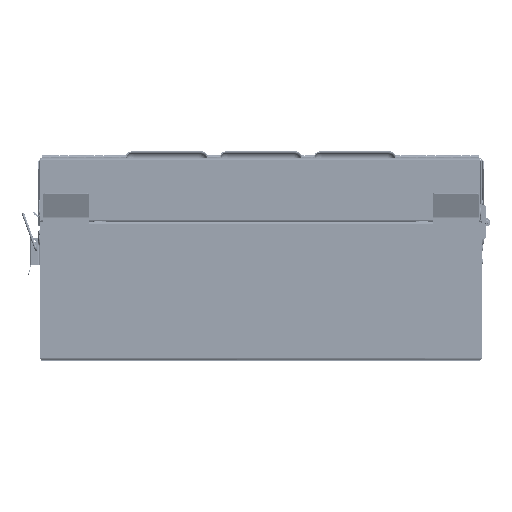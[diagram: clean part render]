
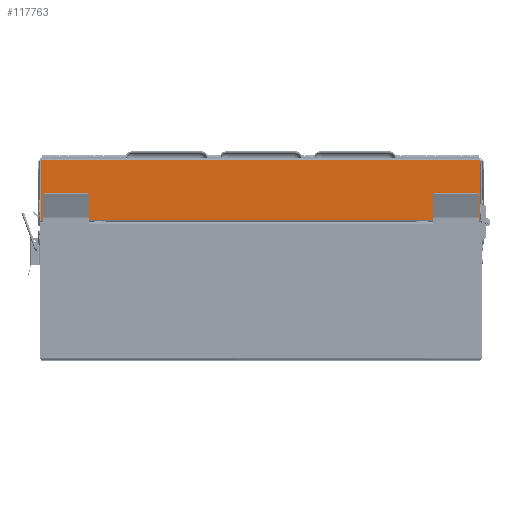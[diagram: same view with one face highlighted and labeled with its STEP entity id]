
A CAD part, front view. The second image highlights one B-rep face of the part: STEP entity #117763.
In plain terms, the highlighted planar face has unit normal (0, -1, 0).
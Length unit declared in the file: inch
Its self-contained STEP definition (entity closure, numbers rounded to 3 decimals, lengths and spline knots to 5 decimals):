
#1381 = VECTOR ( 'NONE', #123243, 39.37008 ) ;
#9841 = EDGE_CURVE ( 'NONE', #114973, #60065, #118443, .T. ) ;
#14220 = VECTOR ( 'NONE', #94998, 39.37008 ) ;
#19147 = ORIENTED_EDGE ( 'NONE', *, *, #135522, .F. ) ;
#20070 = CARTESIAN_POINT ( 'NONE',  ( 12.558, -14.2865, -3.51463 ) ) ;
#24339 = CARTESIAN_POINT ( 'NONE',  ( -12.558, -14.2865, -0.059 ) ) ;
#32249 = VECTOR ( 'NONE', #52622, 39.37008 ) ;
#34539 = DIRECTION ( 'NONE',  ( 0., 0., 1. ) ) ;
#40492 = CARTESIAN_POINT ( 'NONE',  ( -12.558, -14.2865, -0.09837 ) ) ;
#45557 = CARTESIAN_POINT ( 'NONE',  ( 0., -14.2865, 0. ) ) ;
#46030 = PLANE ( 'NONE',  #131291 ) ;
#46968 = DIRECTION ( 'NONE',  ( 0., 0., -1. ) ) ;
#47085 = CARTESIAN_POINT ( 'NONE',  ( 12.558, -14.2865, -0.09837 ) ) ;
#48222 = VERTEX_POINT ( 'NONE', #101731 ) ;
#51704 = CARTESIAN_POINT ( 'NONE',  ( 12.558, -14.2865, -3.554 ) ) ;
#52157 = CARTESIAN_POINT ( 'NONE',  ( 0., -14.2865, -0.09837 ) ) ;
#52622 = DIRECTION ( 'NONE',  ( -1., 0., 0. ) ) ;
#60065 = VERTEX_POINT ( 'NONE', #40492 ) ;
#68268 = LINE ( 'NONE', #24339, #94127 ) ;
#72136 = ORIENTED_EDGE ( 'NONE', *, *, #9841, .T. ) ;
#80433 = EDGE_CURVE ( 'NONE', #48222, #89987, #118667, .T. ) ;
#84587 = ORIENTED_EDGE ( 'NONE', *, *, #121064, .F. ) ;
#89856 = ORIENTED_EDGE ( 'NONE', *, *, #80433, .T. ) ;
#89987 = VERTEX_POINT ( 'NONE', #20070 ) ;
#94127 = VECTOR ( 'NONE', #34539, 39.37008 ) ;
#94998 = DIRECTION ( 'NONE',  ( 0., 0., -1. ) ) ;
#101731 = CARTESIAN_POINT ( 'NONE',  ( -12.558, -14.2865, -3.51463 ) ) ;
#106556 = FACE_OUTER_BOUND ( 'NONE', #124665, .T. ) ;
#114973 = VERTEX_POINT ( 'NONE', #47085 ) ;
#117763 = ADVANCED_FACE ( 'NONE', ( #106556 ), #46030, .T. ) ;
#118443 = LINE ( 'NONE', #52157, #32249 ) ;
#118667 = LINE ( 'NONE', #122316, #1381 ) ;
#121064 = EDGE_CURVE ( 'NONE', #114973, #89987, #136530, .T. ) ;
#122316 = CARTESIAN_POINT ( 'NONE',  ( -12.558, -14.2865, -3.51463 ) ) ;
#123243 = DIRECTION ( 'NONE',  ( 1., 0., 0. ) ) ;
#124665 = EDGE_LOOP ( 'NONE', ( #19147, #89856, #84587, #72136 ) ) ;
#131291 = AXIS2_PLACEMENT_3D ( 'NONE', #45557, #135024, #46968 ) ;
#135024 = DIRECTION ( 'NONE',  ( 0., -1., 0. ) ) ;
#135522 = EDGE_CURVE ( 'NONE', #48222, #60065, #68268, .T. ) ;
#136530 = LINE ( 'NONE', #51704, #14220 ) ;
